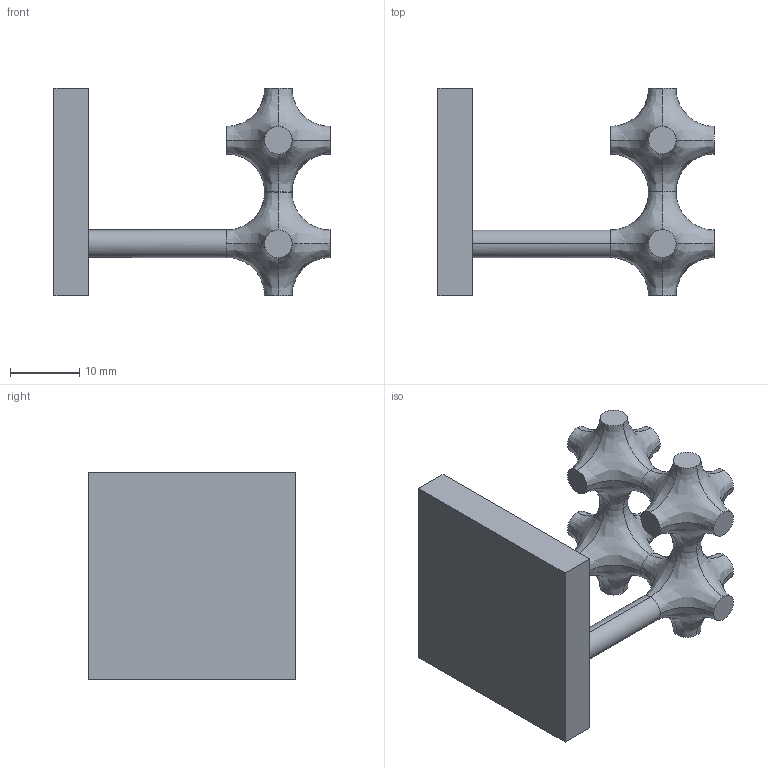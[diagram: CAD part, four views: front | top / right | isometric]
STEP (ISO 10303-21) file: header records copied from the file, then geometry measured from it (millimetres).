
FILE_DESCRIPTION (( 'STEP AP214' ), '1' );
FILE_NAME ('prufa 2.STEP', '2025-03-08T16:29:56', ( '' ), ( '' ), 'SwSTEP 2.0', 'SolidWorks 2023', '' );
FILE_SCHEMA (( 'AUTOMOTIVE_DESIGN' ));
Length unit declared in the file: millimetre
Products named in the file (1): prufa 2
Bounding box: 40 x 30 x 30 mm (x, y, z)
Surface area: 4798.4 mm2 (no closed solid volume)
Topology: 0 solids, 5 shells, 64 faces, 192 edges, 138 vertices
Faces by surface type: bspline 33, plane 29, cylinder 2
Entity records: 18399 total; most frequent: CARTESIAN_POINT 17047, ORIENTED_EDGE 378, EDGE_CURVE 192, B_SPLINE_CURVE_WITH_KNOTS 176, VERTEX_POINT 138, DIRECTION 82, EDGE_LOOP 65, FACE_OUTER_BOUND 64
